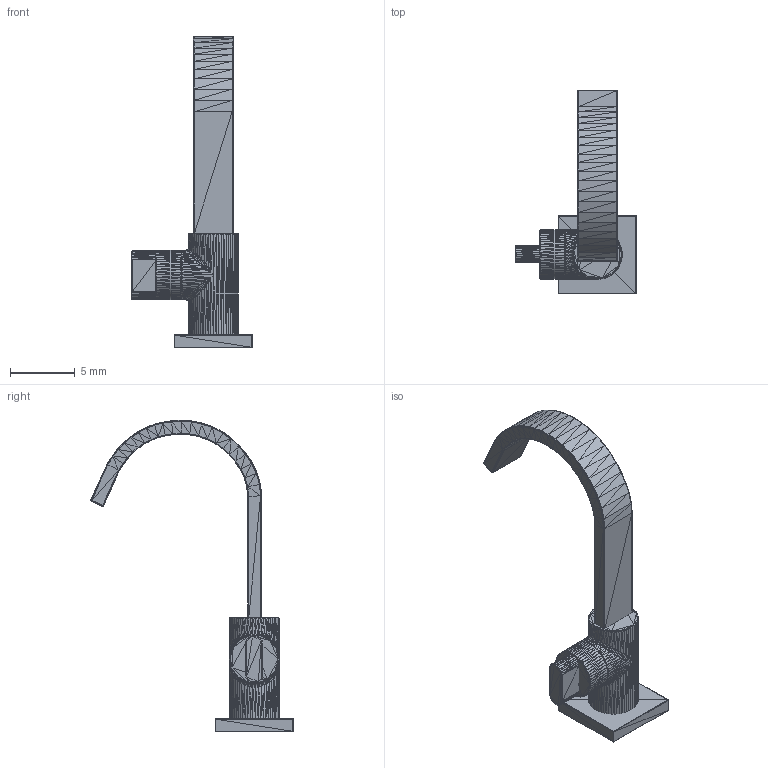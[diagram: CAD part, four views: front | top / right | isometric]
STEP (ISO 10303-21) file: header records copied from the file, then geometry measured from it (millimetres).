
FILE_DESCRIPTION(('FreeCAD Model'),'2;1');
FILE_NAME('Open CASCADE Shape Model','2025-03-27T15:23:18',('Author'),( ''),'Open CASCADE STEP processor 7.6','FreeCAD','Unknown');
FILE_SCHEMA(('AUTOMOTIVE_DESIGN { 1 0 10303 214 1 1 1 1 }'));
Products named in the file (1): _198_020
Bounding box: 9.31 x 15.62 x 24.02 mm (x, y, z)
Surface area: 538.4 mm2 (no closed solid volume)
Topology: 0 solids, 5 shells, 8544 faces, 12816 edges, 4282 vertices
Faces by surface type: plane 8544
Entity records: 166702 total; most frequent: DIRECTION 29906, CARTESIAN_POINT 25643, ORIENTED_EDGE 25632, EDGE_CURVE 12816, LINE 12816, VECTOR 12816, AXIS2_PLACEMENT_3D 8545, ADVANCED_FACE 8544
